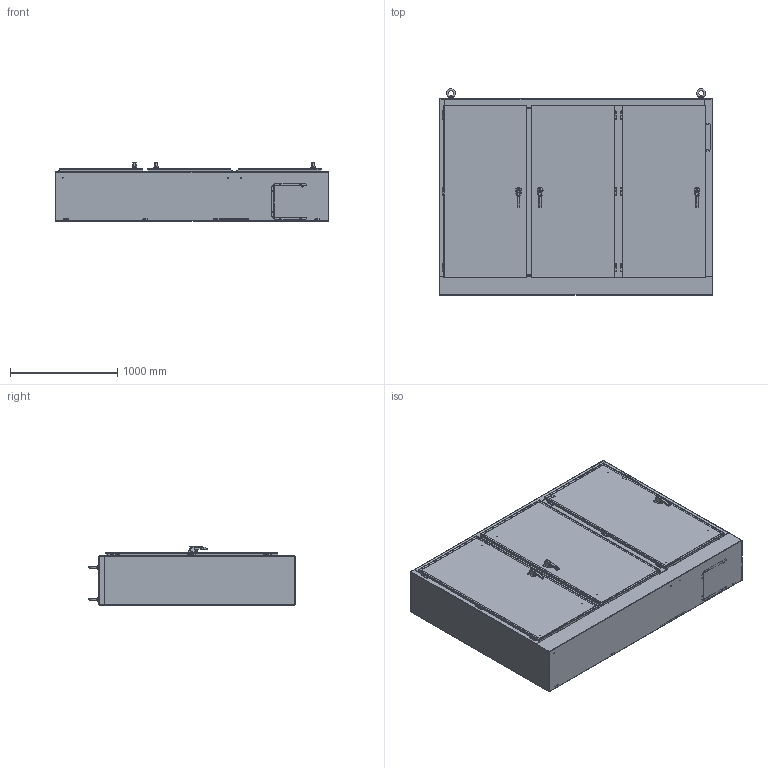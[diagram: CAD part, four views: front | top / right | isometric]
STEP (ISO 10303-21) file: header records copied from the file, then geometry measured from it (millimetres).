
FILE_DESCRIPTION (( 'STEP AP214' ), '1' );
FILE_NAME ('3UHD7210118FTC.STEP', '2019-07-26T20:43:20', ( '' ), ( '' ), 'SwSTEP 2.0', 'SolidWorks 2018', '' );
FILE_SCHEMA (( 'AUTOMOTIVE_DESIGN' ));
Length unit declared in the file: inch
Products named in the file (1): 3UHD7210118FTC
Bounding box: 2546.35 x 1925.23 x 545.2 mm (x, y, z)
Volume: 55997358.5 mm3; surface area: 41931623.4 mm2
Topology: 306 solids, 306 shells, 4260 faces, 10135 edges, 6551 vertices
Faces by surface type: plane 2594, cylinder 1193, bspline 249, cone 206, torus 18
Full cylindrical faces by diameter (mm): 3.68 x2, 3.967 x2, 4.249 x3, 4.394 x3, 4.75 x5, 4.775 x4, 4.928 x1, 4.976 x19, 4.978 x3, 5.105 x6, 5.461 x4, 5.563 x2, 5.893 x3, 5.918 x3, 6.248 x13, 6.325 x1, 6.35 x51, 6.477 x3, 6.528 x12, 6.731 x1, 6.756 x7, 6.985 x2, 7.112 x12, 7.137 x24, 7.163 x2, 7.366 x2, 7.442 x6, 7.805 x17, 7.937 x6, 7.95 x24
Entity records: 208679 total; most frequent: CARTESIAN_POINT 56739, ORIENTED_EDGE 18690, DIRECTION 18665, EDGE_CURVE 9345, VERTEX_POINT 6505, AXIS2_PLACEMENT_3D 6504, LINE 5657, VECTOR 5657
